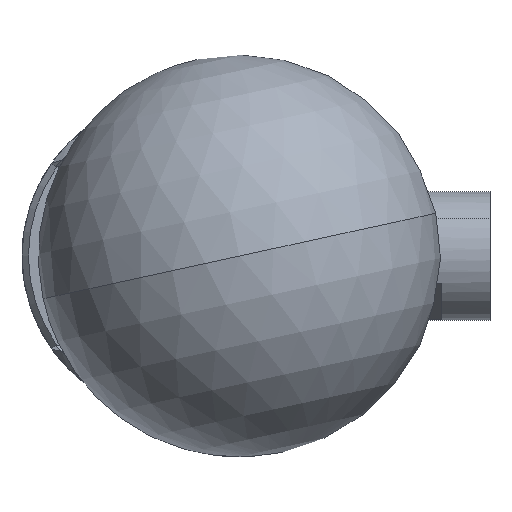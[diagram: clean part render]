
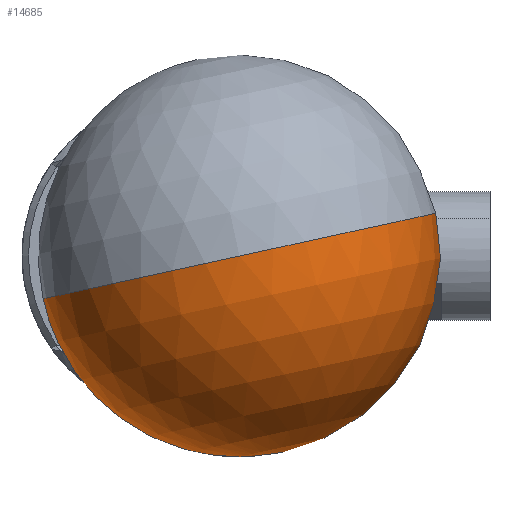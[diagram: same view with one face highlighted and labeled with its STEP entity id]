
A CAD part, front view. The second image highlights one B-rep face of the part: STEP entity #14685.
In plain terms, the highlighted spherical face has radius 15.875 mm.
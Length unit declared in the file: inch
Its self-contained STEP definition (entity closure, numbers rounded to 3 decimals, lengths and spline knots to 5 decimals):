
#269 = CIRCLE ( 'NONE', #12812, 0.625 ) ;
#1776 = ORIENTED_EDGE ( 'NONE', *, *, #24136, .T. ) ;
#2397 = DIRECTION ( 'NONE',  ( 0., -1., 0. ) ) ;
#2894 = DIRECTION ( 'NONE',  ( -0.213, 0., 0.977 ) ) ;
#3204 = DIRECTION ( 'NONE',  ( -0.213, 0., 0.977 ) ) ;
#3721 = DIRECTION ( 'NONE',  ( 0.213, 0., -0.977 ) ) ;
#4145 = DIRECTION ( 'NONE',  ( -0.213, 0., 0.977 ) ) ;
#4433 = AXIS2_PLACEMENT_3D ( 'NONE', #19894, #3204, #11694 ) ;
#7110 = SPHERICAL_SURFACE ( 'NONE', #4433, 0.625 ) ;
#7480 = CIRCLE ( 'NONE', #17465, 0.25 ) ;
#7929 = DIRECTION ( 'NONE',  ( 0.977, 0., 0.213 ) ) ;
#8818 = EDGE_CURVE ( 'NONE', #25731, #26383, #18683, .T. ) ;
#10965 = CARTESIAN_POINT ( 'NONE',  ( 0.17608, -4.78909, 0. ) ) ;
#11662 = CARTESIAN_POINT ( 'NONE',  ( 0.22924, -4.78909, -0.24428 ) ) ;
#11694 = DIRECTION ( 'NONE',  ( -0.977, 0., -0.213 ) ) ;
#11957 = ORIENTED_EDGE ( 'NONE', *, *, #8818, .T. ) ;
#12224 = DIRECTION ( 'NONE',  ( -0.977, 0., -0.213 ) ) ;
#12812 = AXIS2_PLACEMENT_3D ( 'NONE', #22615, #3721, #12224 ) ;
#13042 = AXIS2_PLACEMENT_3D ( 'NONE', #10965, #17093, #2894 ) ;
#13132 = CIRCLE ( 'NONE', #21412, 0.625 ) ;
#13294 = CARTESIAN_POINT ( 'NONE',  ( 0.42037, -4.78909, 0.05315 ) ) ;
#14123 = EDGE_CURVE ( 'NONE', #26383, #20147, #7480, .T. ) ;
#14585 = CARTESIAN_POINT ( 'NONE',  ( 0.17608, -5.36191, 0. ) ) ;
#14685 = ADVANCED_FACE ( 'NONE', ( #19348 ), #7110, .T. ) ;
#14878 = ORIENTED_EDGE ( 'NONE', *, *, #15253, .F. ) ;
#15253 = EDGE_CURVE ( 'NONE', #24895, #20147, #13132, .T. ) ;
#16497 = CARTESIAN_POINT ( 'NONE',  ( 0.17608, -5.98691, 0. ) ) ;
#17093 = DIRECTION ( 'NONE',  ( 0., -1., 0. ) ) ;
#17465 = AXIS2_PLACEMENT_3D ( 'NONE', #20578, #2397, #4145 ) ;
#18683 = CIRCLE ( 'NONE', #13042, 0.25 ) ;
#19348 = FACE_OUTER_BOUND ( 'NONE', #26555, .T. ) ;
#19894 = CARTESIAN_POINT ( 'NONE',  ( 0.17608, -5.36191, 0. ) ) ;
#20147 = VERTEX_POINT ( 'NONE', #13294 ) ;
#20578 = CARTESIAN_POINT ( 'NONE',  ( 0.17608, -4.78909, 0. ) ) ;
#21412 = AXIS2_PLACEMENT_3D ( 'NONE', #14585, #22919, #7929 ) ;
#22615 = CARTESIAN_POINT ( 'NONE',  ( 0.17608, -5.36191, 0. ) ) ;
#22919 = DIRECTION ( 'NONE',  ( -0.213, 0., 0.977 ) ) ;
#23895 = CARTESIAN_POINT ( 'NONE',  ( -0.0682, -4.78909, -0.05315 ) ) ;
#24136 = EDGE_CURVE ( 'NONE', #24895, #25731, #269, .T. ) ;
#24895 = VERTEX_POINT ( 'NONE', #16497 ) ;
#25035 = ORIENTED_EDGE ( 'NONE', *, *, #14123, .T. ) ;
#25731 = VERTEX_POINT ( 'NONE', #23895 ) ;
#26383 = VERTEX_POINT ( 'NONE', #11662 ) ;
#26555 = EDGE_LOOP ( 'NONE', ( #14878, #1776, #11957, #25035 ) ) ;
